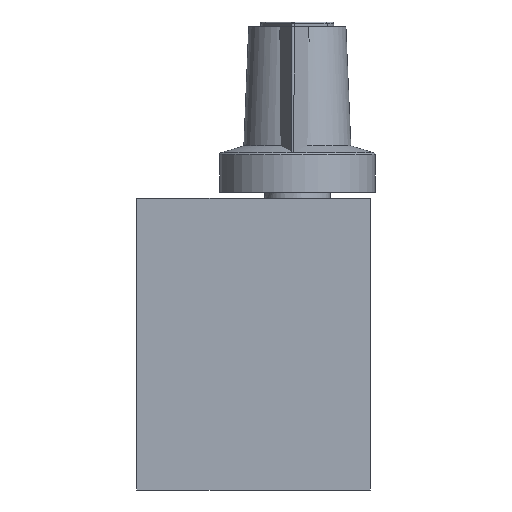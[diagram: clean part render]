
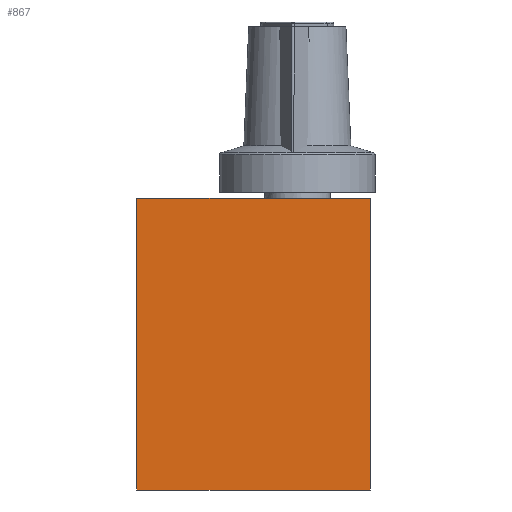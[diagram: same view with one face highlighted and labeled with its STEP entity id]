
A CAD part, left-side view. The second image highlights one B-rep face of the part: STEP entity #867.
In plain terms, the highlighted free-form (B-spline) face has degree [1, 1] with [2, 2] control points.
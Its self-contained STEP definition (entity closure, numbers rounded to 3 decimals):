
#735 = EDGE_CURVE('',#736,#738,#740,.T.);
#736 = VERTEX_POINT('',#737);
#737 = CARTESIAN_POINT('',(0.,11.287,14.109));
#738 = VERTEX_POINT('',#739);
#739 = CARTESIAN_POINT('',(0.,11.287,-14.109));
#740 = B_SPLINE_CURVE_WITH_KNOTS('',1,(#741,#742),.UNSPECIFIED.,.F.,.F.,
  (2,2),(0.,30.),.PIECEWISE_BEZIER_KNOTS.);
#741 = CARTESIAN_POINT('',(0.,11.287,14.109));
#742 = CARTESIAN_POINT('',(0.,11.287,-14.109));
#771 = EDGE_CURVE('',#738,#772,#774,.T.);
#772 = VERTEX_POINT('',#773);
#773 = CARTESIAN_POINT('',(0.,-11.287,-14.109));
#774 = B_SPLINE_CURVE_WITH_KNOTS('',1,(#775,#776),.UNSPECIFIED.,.F.,.F.,
  (2,2),(0.,24.),.PIECEWISE_BEZIER_KNOTS.);
#775 = CARTESIAN_POINT('',(0.,11.287,-14.109));
#776 = CARTESIAN_POINT('',(0.,-11.287,-14.109));
#799 = EDGE_CURVE('',#772,#800,#802,.T.);
#800 = VERTEX_POINT('',#801);
#801 = CARTESIAN_POINT('',(0.,-11.287,14.109));
#802 = B_SPLINE_CURVE_WITH_KNOTS('',1,(#803,#804),.UNSPECIFIED.,.F.,.F.,
  (2,2),(0.,30.),.PIECEWISE_BEZIER_KNOTS.);
#803 = CARTESIAN_POINT('',(0.,-11.287,-14.109));
#804 = CARTESIAN_POINT('',(0.,-11.287,14.109));
#827 = EDGE_CURVE('',#800,#736,#828,.T.);
#828 = B_SPLINE_CURVE_WITH_KNOTS('',1,(#829,#830),.UNSPECIFIED.,.F.,.F.,
  (2,2),(0.,24.),.PIECEWISE_BEZIER_KNOTS.);
#829 = CARTESIAN_POINT('',(0.,-11.287,14.109));
#830 = CARTESIAN_POINT('',(0.,11.287,14.109));
#867 = ADVANCED_FACE('',(#868),#874,.F.);
#868 = FACE_BOUND('',#869,.T.);
#869 = EDGE_LOOP('',(#870,#871,#872,#873));
#870 = ORIENTED_EDGE('',*,*,#827,.T.);
#871 = ORIENTED_EDGE('',*,*,#735,.T.);
#872 = ORIENTED_EDGE('',*,*,#771,.T.);
#873 = ORIENTED_EDGE('',*,*,#799,.T.);
#874 = B_SPLINE_SURFACE_WITH_KNOTS('',1,1,(
    (#875,#876)
    ,(#877,#878
    )),.UNSPECIFIED.,.F.,.F.,.F.,(2,2),(2,2),(-15.,15.),(-12.,12.),
  .PIECEWISE_BEZIER_KNOTS.);
#875 = CARTESIAN_POINT('',(0.,-11.287,14.109));
#876 = CARTESIAN_POINT('',(0.,11.287,14.109));
#877 = CARTESIAN_POINT('',(0.,-11.287,-14.109));
#878 = CARTESIAN_POINT('',(0.,11.287,-14.109));
